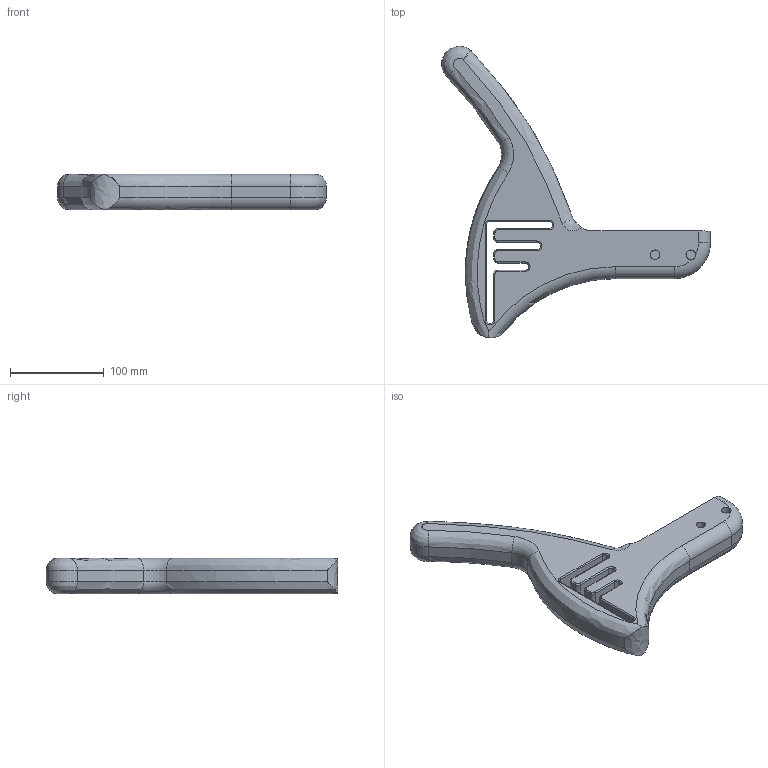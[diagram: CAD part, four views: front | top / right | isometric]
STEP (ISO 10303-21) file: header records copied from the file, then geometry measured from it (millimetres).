
FILE_DESCRIPTION(/* description */ (''),/* implementation_level */ '2;1');
FILE_NAME(/* name */ 'Handle.step',/* time_stamp */ '2024-04-18T09:42:52-04:00',/* author */ (''),/* organization */ (''),/* preprocessor_version */ 'ST-DEVELOPER v20',/* originating_system */ 'Autodesk Translation Framework v12.20.1.177',/* authorisation */ '');
FILE_SCHEMA (('AUTOMOTIVE_DESIGN { 1 0 10303 214 3 1 1 }'));
Length unit declared in the file: inch
Products named in the file (1): Handle
Bounding box: 286.71 x 310.68 x 38.1 mm (x, y, z)
Volume: 962442.4 mm3; surface area: 107951.7 mm2
Topology: 1 solids, 2 shells, 122 faces, 289 edges, 173 vertices
Faces by surface type: cylinder 55, torus 26, plane 24, bspline 15, sphere 2
Full cylindrical faces by diameter (mm): 0.762 x4, 6.731 x8, 10.312 x4
Entity records: 5207 total; most frequent: CARTESIAN_POINT 2371, DIRECTION 609, ORIENTED_EDGE 574, EDGE_CURVE 287, AXIS2_PLACEMENT_3D 256, VERTEX_POINT 173, EDGE_LOOP 138, CIRCLE 137
